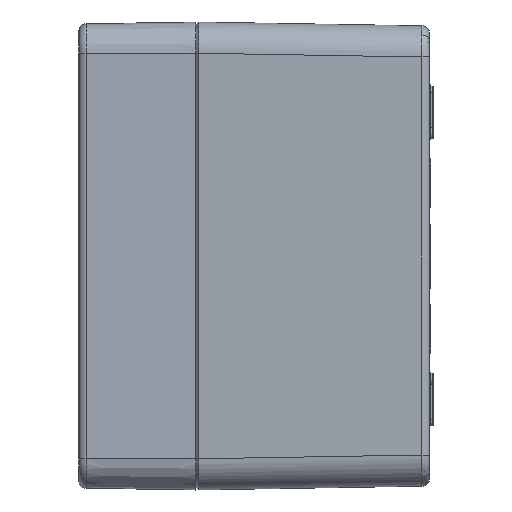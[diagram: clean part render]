
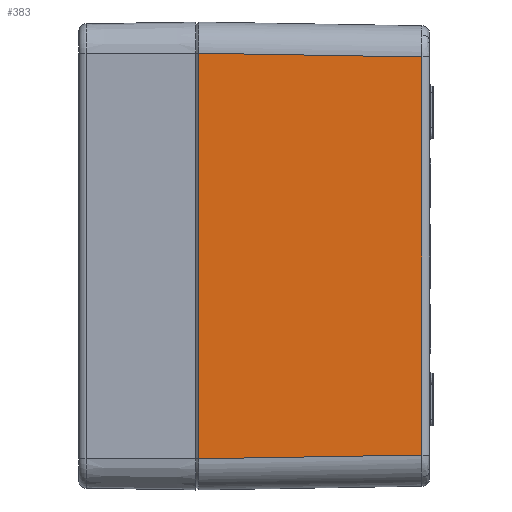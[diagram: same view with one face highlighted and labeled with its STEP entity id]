
A CAD part, left-side view. The second image highlights one B-rep face of the part: STEP entity #383.
In plain terms, the highlighted planar face has unit normal (-1, -0.017, 0).
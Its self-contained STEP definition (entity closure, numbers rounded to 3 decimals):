
#383 = ADVANCED_FACE ( 'NONE', ( #27769 ), #32387, .T. ) ;
#627 = EDGE_CURVE ( 'NONE', #2401, #84587, #36714, .T. ) ;
#628 = EDGE_CURVE ( 'NONE', #2400, #2401, #36715, .T. ) ;
#629 = EDGE_CURVE ( 'NONE', #84587, #2402, #36716, .T. ) ;
#630 = EDGE_CURVE ( 'NONE', #2402, #2400, #36717, .T. ) ;
#2400 = VERTEX_POINT ( 'NONE', #44690 ) ;
#2401 = VERTEX_POINT ( 'NONE', #44692 ) ;
#2402 = VERTEX_POINT ( 'NONE', #44693 ) ;
#2827 = EDGE_LOOP ( 'NONE', ( #3662, #3664, #3663, #3665 ) ) ;
#3662 = ORIENTED_EDGE ( 'NONE', *, *, #628, .T. ) ;
#3663 = ORIENTED_EDGE ( 'NONE', *, *, #629, .T. ) ;
#3664 = ORIENTED_EDGE ( 'NONE', *, *, #627, .T. ) ;
#3665 = ORIENTED_EDGE ( 'NONE', *, *, #630, .T. ) ;
#27769 = FACE_OUTER_BOUND ( 'NONE', #2827, .T. ) ;
#32387 = PLANE ( 'NONE',  #85567 ) ;
#32388 = CARTESIAN_POINT ( 'NONE',  ( -61., 0., -60. ) ) ;
#32389 = DIRECTION ( 'NONE',  ( -1., -0.017, 0. ) ) ;
#32390 = DIRECTION ( 'NONE',  ( 0.017, -1., 0. ) ) ;
#36714 = LINE ( 'NONE', #41597, #85802 ) ;
#36715 = LINE ( 'NONE', #41599, #85803 ) ;
#36716 = LINE ( 'NONE', #41601, #85804 ) ;
#36717 = LINE ( 'NONE', #41603, #85805 ) ;
#41597 = CARTESIAN_POINT ( 'NONE',  ( -60.033, -58.033, 51.001 ) ) ;
#41598 = DIRECTION ( 'NONE',  ( 0., 0., 1. ) ) ;
#41599 = CARTESIAN_POINT ( 'NONE',  ( -61.002, 0.133, -52.003 ) ) ;
#41600 = DIRECTION ( 'NONE',  ( 0.017, -1., 0.017 ) ) ;
#41601 = CARTESIAN_POINT ( 'NONE',  ( -60.969, -1.866, 51.97 ) ) ;
#41602 = DIRECTION ( 'NONE',  ( -0.017, 1., 0.017 ) ) ;
#41603 = CARTESIAN_POINT ( 'NONE',  ( -60.987, -0.8, -60. ) ) ;
#41604 = DIRECTION ( 'NONE',  ( 0., 0., -1. ) ) ;
#44690 = CARTESIAN_POINT ( 'NONE',  ( -60.987, -0.8, -51.988 ) ) ;
#44692 = CARTESIAN_POINT ( 'NONE',  ( -60.033, -58.033, -51.034 ) ) ;
#44693 = CARTESIAN_POINT ( 'NONE',  ( -60.987, -0.8, 51.988 ) ) ;
#57196 = CARTESIAN_POINT ( 'NONE',  ( -60.033, -58.033, 51.034 ) ) ;
#84587 = VERTEX_POINT ( 'NONE', #57196 ) ;
#85567 = AXIS2_PLACEMENT_3D ( 'NONE', #32388, #32389, #32390 ) ;
#85802 = VECTOR ( 'NONE', #41598, 1000. ) ;
#85803 = VECTOR ( 'NONE', #41600, 1000. ) ;
#85804 = VECTOR ( 'NONE', #41602, 1000. ) ;
#85805 = VECTOR ( 'NONE', #41604, 1000. ) ;
